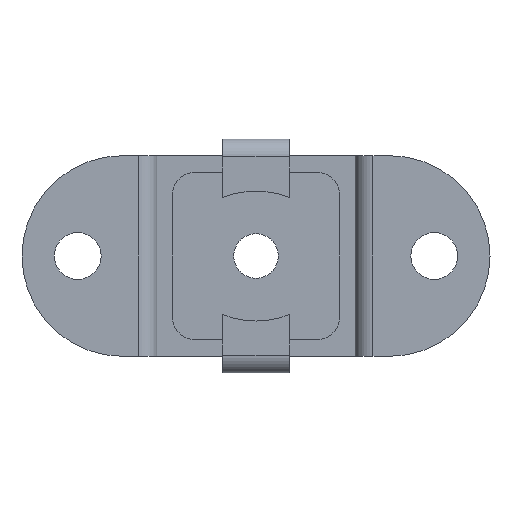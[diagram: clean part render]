
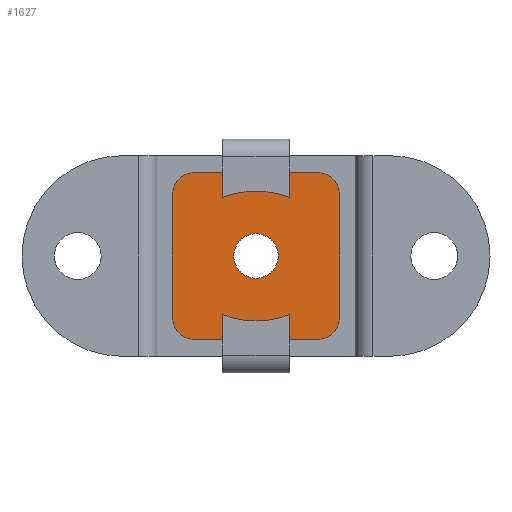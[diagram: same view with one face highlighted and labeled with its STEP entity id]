
A CAD part, front view. The second image highlights one B-rep face of the part: STEP entity #1627.
In plain terms, the highlighted planar face has unit normal (0, -1, 0).
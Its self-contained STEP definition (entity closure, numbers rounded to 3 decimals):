
#67 = LINE ( 'NONE', #953, #552 ) ;
#95 = FACE_OUTER_BOUND ( 'NONE', #1815, .T. ) ;
#96 = FACE_BOUND ( 'NONE', #1838, .T. ) ;
#136 = LINE ( 'NONE', #907, #513 ) ;
#138 = LINE ( 'NONE', #895, #565 ) ;
#201 = LINE ( 'NONE', #1544, #1863 ) ;
#268 = CARTESIAN_POINT ( 'NONE',  ( -5.5, 0., 5.5 ) ) ;
#280 = PLANE ( 'NONE',  #530 ) ;
#285 = DIRECTION ( 'NONE',  ( 0., 1., 0. ) ) ;
#286 = DIRECTION ( 'NONE',  ( 0., 0., 1. ) ) ;
#291 = CARTESIAN_POINT ( 'NONE',  ( 0., 0., 0. ) ) ;
#292 = DIRECTION ( 'NONE',  ( 0., -1., 0. ) ) ;
#359 = VERTEX_POINT ( 'NONE', #463 ) ;
#360 = VERTEX_POINT ( 'NONE', #484 ) ;
#361 = VERTEX_POINT ( 'NONE', #462 ) ;
#413 = VERTEX_POINT ( 'NONE', #467 ) ;
#420 = VERTEX_POINT ( 'NONE', #465 ) ;
#445 = VERTEX_POINT ( 'NONE', #460 ) ;
#456 = VERTEX_POINT ( 'NONE', #461 ) ;
#460 = CARTESIAN_POINT ( 'NONE',  ( 7.5, 0., 5.5 ) ) ;
#461 = CARTESIAN_POINT ( 'NONE',  ( 7.5, 0., -5.5 ) ) ;
#462 = CARTESIAN_POINT ( 'NONE',  ( 0., 0., 2. ) ) ;
#463 = CARTESIAN_POINT ( 'NONE',  ( 0., 0., -2. ) ) ;
#465 = CARTESIAN_POINT ( 'NONE',  ( -7.5, 0., 5.5 ) ) ;
#467 = CARTESIAN_POINT ( 'NONE',  ( -5.5, 0., 7.5 ) ) ;
#477 = CARTESIAN_POINT ( 'NONE',  ( -5.5, 0., -7.5 ) ) ;
#478 = CARTESIAN_POINT ( 'NONE',  ( 5.5, 0., -7.5 ) ) ;
#481 = CARTESIAN_POINT ( 'NONE',  ( -7.5, 0., -5.5 ) ) ;
#484 = CARTESIAN_POINT ( 'NONE',  ( 5.5, 0., 7.5 ) ) ;
#499 = AXIS2_PLACEMENT_3D ( 'NONE', #889, #897, #888 ) ;
#509 = AXIS2_PLACEMENT_3D ( 'NONE', #291, #292, #954 ) ;
#513 = VECTOR ( 'NONE', #908, 1000. ) ;
#530 = AXIS2_PLACEMENT_3D ( 'NONE', #268, #285, #286 ) ;
#538 = CIRCLE ( 'NONE', #499, 2. ) ;
#545 = AXIS2_PLACEMENT_3D ( 'NONE', #913, #948, #911 ) ;
#546 = CIRCLE ( 'NONE', #509, 2. ) ;
#552 = VECTOR ( 'NONE', #924, 1000. ) ;
#565 = VECTOR ( 'NONE', #896, 1000. ) ;
#572 = CIRCLE ( 'NONE', #582, 2. ) ;
#576 = CIRCLE ( 'NONE', #545, 2. ) ;
#582 = AXIS2_PLACEMENT_3D ( 'NONE', #901, #900, #904 ) ;
#802 = DIRECTION ( 'NONE',  ( 0., -1., 0. ) ) ;
#811 = DIRECTION ( 'NONE',  ( 0., 0., -1. ) ) ;
#822 = CARTESIAN_POINT ( 'NONE',  ( 0., 0., 0. ) ) ;
#888 = DIRECTION ( 'NONE',  ( 0., 0., 1. ) ) ;
#889 = CARTESIAN_POINT ( 'NONE',  ( -5.5, 0., -5.5 ) ) ;
#895 = CARTESIAN_POINT ( 'NONE',  ( -5.5, 0., -7.5 ) ) ;
#896 = DIRECTION ( 'NONE',  ( -1., 0., 0. ) ) ;
#897 = DIRECTION ( 'NONE',  ( 0., 1., 0. ) ) ;
#900 = DIRECTION ( 'NONE',  ( 0., 1., 0. ) ) ;
#901 = CARTESIAN_POINT ( 'NONE',  ( 5.5, 0., -5.5 ) ) ;
#904 = DIRECTION ( 'NONE',  ( 0., 0., -1. ) ) ;
#907 = CARTESIAN_POINT ( 'NONE',  ( 7.5, 0., -5.5 ) ) ;
#908 = DIRECTION ( 'NONE',  ( 0., 0., -1. ) ) ;
#911 = DIRECTION ( 'NONE',  ( 0., 0., 1. ) ) ;
#913 = CARTESIAN_POINT ( 'NONE',  ( -5.5, 0., 5.5 ) ) ;
#924 = DIRECTION ( 'NONE',  ( 0., 0., 1. ) ) ;
#948 = DIRECTION ( 'NONE',  ( 0., 1., 0. ) ) ;
#953 = CARTESIAN_POINT ( 'NONE',  ( -7.5, 0., -5.5 ) ) ;
#954 = DIRECTION ( 'NONE',  ( 0., 0., -1. ) ) ;
#1103 = VERTEX_POINT ( 'NONE', #481 ) ;
#1104 = VERTEX_POINT ( 'NONE', #477 ) ;
#1105 = VERTEX_POINT ( 'NONE', #478 ) ;
#1287 = ORIENTED_EDGE ( 'NONE', *, *, #1763, .F. ) ;
#1301 = ORIENTED_EDGE ( 'NONE', *, *, #1667, .F. ) ;
#1304 = ORIENTED_EDGE ( 'NONE', *, *, #1656, .F. ) ;
#1306 = ORIENTED_EDGE ( 'NONE', *, *, #1658, .F. ) ;
#1310 = ORIENTED_EDGE ( 'NONE', *, *, #1803, .F. ) ;
#1311 = ORIENTED_EDGE ( 'NONE', *, *, #1802, .F. ) ;
#1324 = ORIENTED_EDGE ( 'NONE', *, *, #1665, .F. ) ;
#1326 = ORIENTED_EDGE ( 'NONE', *, *, #1655, .F. ) ;
#1327 = ORIENTED_EDGE ( 'NONE', *, *, #1671, .F. ) ;
#1329 = ORIENTED_EDGE ( 'NONE', *, *, #1664, .F. ) ;
#1542 = DIRECTION ( 'NONE',  ( 0., 1., 0. ) ) ;
#1543 = DIRECTION ( 'NONE',  ( 0., 0., 1. ) ) ;
#1544 = CARTESIAN_POINT ( 'NONE',  ( -5.5, 0., 7.5 ) ) ;
#1546 = DIRECTION ( 'NONE',  ( 1., 0., 0. ) ) ;
#1548 = CARTESIAN_POINT ( 'NONE',  ( 5.5, 0., 5.5 ) ) ;
#1627 = ADVANCED_FACE ( 'NONE', ( #96, #95 ), #280, .F. ) ;
#1655 = EDGE_CURVE ( 'NONE', #359, #361, #546, .T. ) ;
#1656 = EDGE_CURVE ( 'NONE', #1103, #420, #67, .T. ) ;
#1658 = EDGE_CURVE ( 'NONE', #420, #413, #576, .T. ) ;
#1664 = EDGE_CURVE ( 'NONE', #1104, #1103, #538, .T. ) ;
#1665 = EDGE_CURVE ( 'NONE', #1105, #1104, #138, .T. ) ;
#1667 = EDGE_CURVE ( 'NONE', #445, #456, #136, .T. ) ;
#1671 = EDGE_CURVE ( 'NONE', #456, #1105, #572, .T. ) ;
#1763 = EDGE_CURVE ( 'NONE', #361, #359, #1925, .T. ) ;
#1802 = EDGE_CURVE ( 'NONE', #360, #445, #1867, .T. ) ;
#1803 = EDGE_CURVE ( 'NONE', #413, #360, #201, .T. ) ;
#1815 = EDGE_LOOP ( 'NONE', ( #1306, #1304, #1329, #1324, #1327, #1301, #1311, #1310 ) ) ;
#1838 = EDGE_LOOP ( 'NONE', ( #1326, #1287 ) ) ;
#1863 = VECTOR ( 'NONE', #1546, 1000. ) ;
#1865 = AXIS2_PLACEMENT_3D ( 'NONE', #1548, #1542, #1543 ) ;
#1867 = CIRCLE ( 'NONE', #1865, 2. ) ;
#1908 = AXIS2_PLACEMENT_3D ( 'NONE', #822, #802, #811 ) ;
#1925 = CIRCLE ( 'NONE', #1908, 2. ) ;
